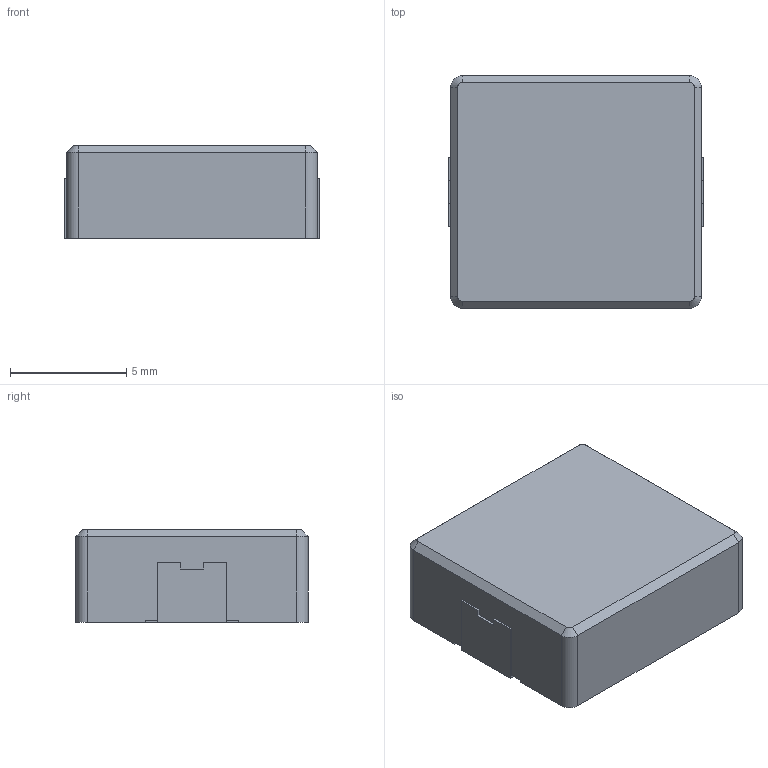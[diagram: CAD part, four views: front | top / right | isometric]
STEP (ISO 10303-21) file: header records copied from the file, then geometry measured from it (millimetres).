
FILE_DESCRIPTION (( 'STEP AP214' ), '1' );
FILE_NAME ('IND-SMD_L11.0-W10.0-H4.0.step', '2025-04-14T01:44:21', ( '' ), ( '' ), 'SwSTEP 2.0', 'SolidWorks 2021', '' );
FILE_SCHEMA (( 'AUTOMOTIVE_DESIGN' ));
Length unit declared in the file: millimetre
Products named in the file (1): IND-SMD_L11.0-W10.0-H4.0
Bounding box: 11 x 10 x 4.01 mm (x, y, z)
Volume: 430.2 mm3; surface area: 429.3 mm2
Topology: 3 solids, 3 shells, 274 faces, 739 edges, 490 vertices
Faces by surface type: plane 168, bspline 98, cylinder 4, cone 4
Entity records: 12089 total; most frequent: CARTESIAN_POINT 2810, ORIENTED_EDGE 1478, DIRECTION 905, EDGE_CURVE 739, VECTOR 527, LINE 527, VERTEX_POINT 490, EDGE_LOOP 293
